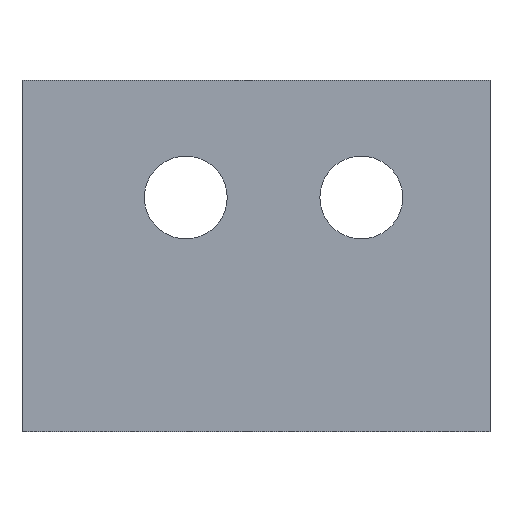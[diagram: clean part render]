
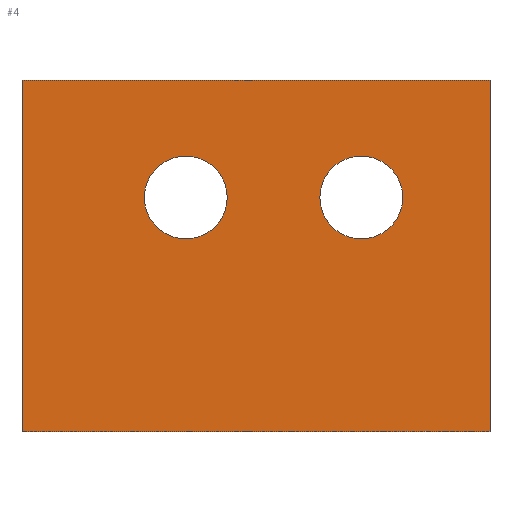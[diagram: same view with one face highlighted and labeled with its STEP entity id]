
A CAD part, front view. The second image highlights one B-rep face of the part: STEP entity #4.
In plain terms, the highlighted planar face has unit normal (0, -1, 0).
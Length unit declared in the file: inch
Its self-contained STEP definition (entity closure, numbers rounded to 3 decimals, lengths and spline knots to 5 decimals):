
#4 = ADVANCED_FACE ( 'NONE', ( #650, #645, #643 ), #369, .F. ) ;
#31 = VERTEX_POINT ( 'NONE', #209 ) ;
#33 = DIRECTION ( 'NONE',  ( 0., 0., -1. ) ) ;
#36 = VERTEX_POINT ( 'NONE', #204 ) ;
#59 = CARTESIAN_POINT ( 'NONE',  ( 0.5, 0., 0.75 ) ) ;
#71 = DIRECTION ( 'NONE',  ( -1., 0., 0. ) ) ;
#97 = DIRECTION ( 'NONE',  ( 0., 0., 1. ) ) ;
#118 = DIRECTION ( 'NONE',  ( 0., 0., 1. ) ) ;
#119 = DIRECTION ( 'NONE',  ( 0., 1., 0. ) ) ;
#121 = CARTESIAN_POINT ( 'NONE',  ( -0.15, 0., 0.5 ) ) ;
#154 = CARTESIAN_POINT ( 'NONE',  ( -0.5, 0., 0.75 ) ) ;
#155 = CARTESIAN_POINT ( 'NONE',  ( -0.15, 0., 0.5885 ) ) ;
#159 = CARTESIAN_POINT ( 'NONE',  ( 0.5, 0., 0. ) ) ;
#164 = CARTESIAN_POINT ( 'NONE',  ( -0.15, 0., 0.4115 ) ) ;
#174 = CARTESIAN_POINT ( 'NONE',  ( 0.5, 0., 0.75 ) ) ;
#192 = CARTESIAN_POINT ( 'NONE',  ( 0.225, 0., 0.5885 ) ) ;
#204 = CARTESIAN_POINT ( 'NONE',  ( 0.225, 0., 0.4115 ) ) ;
#209 = CARTESIAN_POINT ( 'NONE',  ( -0.5, 0., 0. ) ) ;
#213 = DIRECTION ( 'NONE',  ( 0., 1., 0. ) ) ;
#282 = DIRECTION ( 'NONE',  ( -1., 0., 0. ) ) ;
#302 = CARTESIAN_POINT ( 'NONE',  ( -0.15, 0., 0.5 ) ) ;
#308 = CARTESIAN_POINT ( 'NONE',  ( 0.225, 0., 0.5 ) ) ;
#325 = DIRECTION ( 'NONE',  ( 0., 0., -1. ) ) ;
#341 = CARTESIAN_POINT ( 'NONE',  ( -0.5, 0., 0.75 ) ) ;
#345 = VERTEX_POINT ( 'NONE', #192 ) ;
#365 = DIRECTION ( 'NONE',  ( 0., 0., 1. ) ) ;
#366 = DIRECTION ( 'NONE',  ( 0., 1., 0. ) ) ;
#369 = PLANE ( 'NONE',  #871 ) ;
#370 = CARTESIAN_POINT ( 'NONE',  ( 0.5, 0., 0.75 ) ) ;
#375 = CARTESIAN_POINT ( 'NONE',  ( 0.5, 0., 0.75 ) ) ;
#392 = CARTESIAN_POINT ( 'NONE',  ( 0.5, 0., 0. ) ) ;
#396 = CARTESIAN_POINT ( 'NONE',  ( 0.225, 0., 0.5 ) ) ;
#397 = DIRECTION ( 'NONE',  ( 0., 1., 0. ) ) ;
#410 = VERTEX_POINT ( 'NONE', #174 ) ;
#413 = DIRECTION ( 'NONE',  ( 0., 0., 1. ) ) ;
#420 = VERTEX_POINT ( 'NONE', #164 ) ;
#423 = VERTEX_POINT ( 'NONE', #159 ) ;
#424 = DIRECTION ( 'NONE',  ( 0., 1., 0. ) ) ;
#427 = VERTEX_POINT ( 'NONE', #155 ) ;
#428 = VERTEX_POINT ( 'NONE', #154 ) ;
#431 = DIRECTION ( 'NONE',  ( 0., 0., 1. ) ) ;
#444 = VECTOR ( 'NONE', #282, 39.37008 ) ;
#445 = VECTOR ( 'NONE', #325, 39.37008 ) ;
#449 = LINE ( 'NONE', #392, #444 ) ;
#507 = CIRCLE ( 'NONE', #863, 0.0885 ) ;
#596 = VECTOR ( 'NONE', #33, 39.37008 ) ;
#597 = LINE ( 'NONE', #59, #596 ) ;
#600 = CIRCLE ( 'NONE', #980, 0.0885 ) ;
#643 = FACE_OUTER_BOUND ( 'NONE', #693, .T. ) ;
#645 = FACE_BOUND ( 'NONE', #694, .T. ) ;
#650 = FACE_BOUND ( 'NONE', #701, .T. ) ;
#654 = CIRCLE ( 'NONE', #985, 0.0885 ) ;
#657 = LINE ( 'NONE', #341, #445 ) ;
#661 = CIRCLE ( 'NONE', #983, 0.0885 ) ;
#662 = LINE ( 'NONE', #375, #692 ) ;
#692 = VECTOR ( 'NONE', #71, 39.37008 ) ;
#693 = EDGE_LOOP ( 'NONE', ( #844, #715, #801, #810 ) ) ;
#694 = EDGE_LOOP ( 'NONE', ( #808, #817 ) ) ;
#701 = EDGE_LOOP ( 'NONE', ( #738, #713 ) ) ;
#713 = ORIENTED_EDGE ( 'NONE', *, *, #886, .T. ) ;
#715 = ORIENTED_EDGE ( 'NONE', *, *, #928, .F. ) ;
#738 = ORIENTED_EDGE ( 'NONE', *, *, #925, .T. ) ;
#801 = ORIENTED_EDGE ( 'NONE', *, *, #936, .F. ) ;
#808 = ORIENTED_EDGE ( 'NONE', *, *, #924, .T. ) ;
#810 = ORIENTED_EDGE ( 'NONE', *, *, #929, .T. ) ;
#817 = ORIENTED_EDGE ( 'NONE', *, *, #933, .T. ) ;
#844 = ORIENTED_EDGE ( 'NONE', *, *, #926, .T. ) ;
#863 = AXIS2_PLACEMENT_3D ( 'NONE', #121, #119, #118 ) ;
#871 = AXIS2_PLACEMENT_3D ( 'NONE', #370, #366, #365 ) ;
#886 = EDGE_CURVE ( 'NONE', #420, #427, #507, .T. ) ;
#924 = EDGE_CURVE ( 'NONE', #345, #36, #661, .T. ) ;
#925 = EDGE_CURVE ( 'NONE', #427, #420, #654, .T. ) ;
#926 = EDGE_CURVE ( 'NONE', #428, #31, #657, .T. ) ;
#928 = EDGE_CURVE ( 'NONE', #423, #31, #449, .T. ) ;
#929 = EDGE_CURVE ( 'NONE', #410, #428, #662, .T. ) ;
#933 = EDGE_CURVE ( 'NONE', #36, #345, #600, .T. ) ;
#936 = EDGE_CURVE ( 'NONE', #410, #423, #597, .T. ) ;
#980 = AXIS2_PLACEMENT_3D ( 'NONE', #308, #424, #431 ) ;
#983 = AXIS2_PLACEMENT_3D ( 'NONE', #396, #213, #413 ) ;
#985 = AXIS2_PLACEMENT_3D ( 'NONE', #302, #397, #97 ) ;
